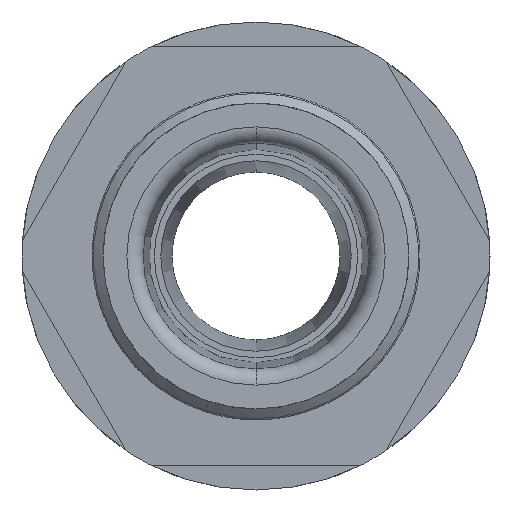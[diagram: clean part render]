
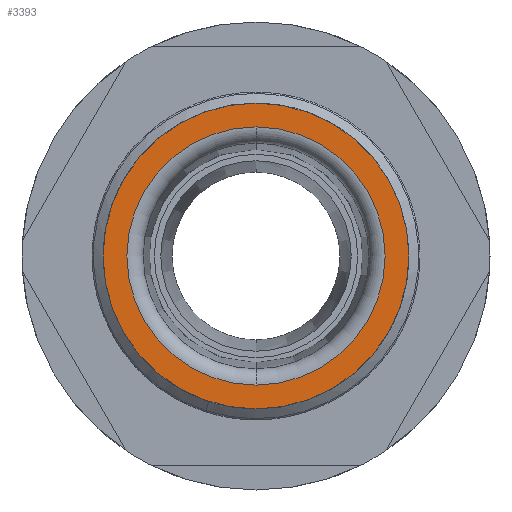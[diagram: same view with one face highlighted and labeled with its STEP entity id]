
A CAD part, front view. The second image highlights one B-rep face of the part: STEP entity #3393.
In plain terms, the highlighted planar face has unit normal (0, -1, 0).
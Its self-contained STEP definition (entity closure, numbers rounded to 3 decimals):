
#450 = CARTESIAN_POINT ( 'NONE',  ( 0., -0.2, -9.475 ) ) ;
#453 = CARTESIAN_POINT ( 'NONE',  ( 0., -0.2, 8. ) ) ;
#460 = CARTESIAN_POINT ( 'NONE',  ( 0., -0.2, 9.475 ) ) ;
#470 = CARTESIAN_POINT ( 'NONE',  ( 0., -0.2, -8. ) ) ;
#922 = AXIS2_PLACEMENT_3D ( 'NONE', #13038, #12997, #12999 ) ;
#925 = CIRCLE ( 'NONE', #922, 8. ) ;
#1063 = AXIS2_PLACEMENT_3D ( 'NONE', #8126, #8123, #8105 ) ;
#3280 = EDGE_CURVE ( 'NONE', #13706, #13749, #925, .T. ) ;
#3393 = ADVANCED_FACE ( 'NONE', ( #8102, #8080 ), #8132, .T. ) ;
#3781 = DIRECTION ( 'NONE',  ( 0., 0., 1. ) ) ;
#3782 = CARTESIAN_POINT ( 'NONE',  ( 0., -0.2, 0. ) ) ;
#3783 = DIRECTION ( 'NONE',  ( 0., -1., 0. ) ) ;
#3845 = DIRECTION ( 'NONE',  ( 0., -1., 0. ) ) ;
#3852 = CARTESIAN_POINT ( 'NONE',  ( 0., -0.2, 0. ) ) ;
#3857 = DIRECTION ( 'NONE',  ( 0., 0., -1. ) ) ;
#4337 = CIRCLE ( 'NONE', #4341, 9.475 ) ;
#4341 = AXIS2_PLACEMENT_3D ( 'NONE', #3782, #3783, #3781 ) ;
#4376 = CIRCLE ( 'NONE', #4383, 8. ) ;
#4383 = AXIS2_PLACEMENT_3D ( 'NONE', #3852, #3845, #3857 ) ;
#4412 = CIRCLE ( 'NONE', #4429, 9.475 ) ;
#4429 = AXIS2_PLACEMENT_3D ( 'NONE', #11803, #11781, #11798 ) ;
#5704 = EDGE_CURVE ( 'NONE', #13794, #13733, #4337, .T. ) ;
#5712 = EDGE_CURVE ( 'NONE', #13749, #13706, #4376, .T. ) ;
#5785 = EDGE_CURVE ( 'NONE', #13733, #13794, #4412, .T. ) ;
#6269 = EDGE_LOOP ( 'NONE', ( #9686, #9622 ) ) ;
#6305 = EDGE_LOOP ( 'NONE', ( #9614, #9565 ) ) ;
#8080 = FACE_BOUND ( 'NONE', #6305, .T. ) ;
#8102 = FACE_OUTER_BOUND ( 'NONE', #6269, .T. ) ;
#8105 = DIRECTION ( 'NONE',  ( 0., 0., -1. ) ) ;
#8123 = DIRECTION ( 'NONE',  ( 0., -1., 0. ) ) ;
#8126 = CARTESIAN_POINT ( 'NONE',  ( 7.05, -0.2, 0. ) ) ;
#8132 = PLANE ( 'NONE',  #1063 ) ;
#9565 = ORIENTED_EDGE ( 'NONE', *, *, #3280, .F. ) ;
#9614 = ORIENTED_EDGE ( 'NONE', *, *, #5712, .F. ) ;
#9622 = ORIENTED_EDGE ( 'NONE', *, *, #5785, .T. ) ;
#9686 = ORIENTED_EDGE ( 'NONE', *, *, #5704, .T. ) ;
#11781 = DIRECTION ( 'NONE',  ( 0., -1., 0. ) ) ;
#11798 = DIRECTION ( 'NONE',  ( 0., 0., 1. ) ) ;
#11803 = CARTESIAN_POINT ( 'NONE',  ( 0., -0.2, 0. ) ) ;
#12997 = DIRECTION ( 'NONE',  ( 0., -1., 0. ) ) ;
#12999 = DIRECTION ( 'NONE',  ( 0., 0., -1. ) ) ;
#13038 = CARTESIAN_POINT ( 'NONE',  ( 0., -0.2, 0. ) ) ;
#13706 = VERTEX_POINT ( 'NONE', #453 ) ;
#13733 = VERTEX_POINT ( 'NONE', #450 ) ;
#13749 = VERTEX_POINT ( 'NONE', #470 ) ;
#13794 = VERTEX_POINT ( 'NONE', #460 ) ;
